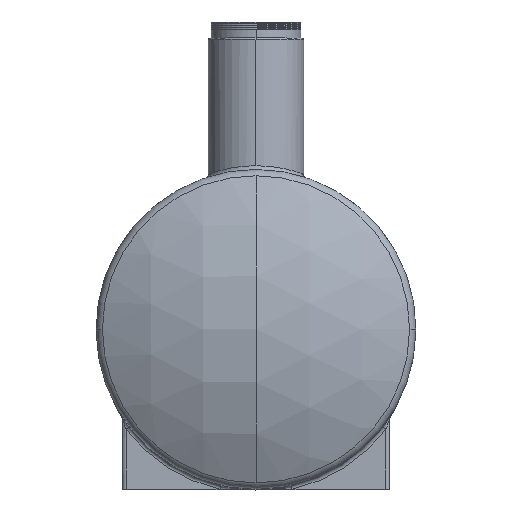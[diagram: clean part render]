
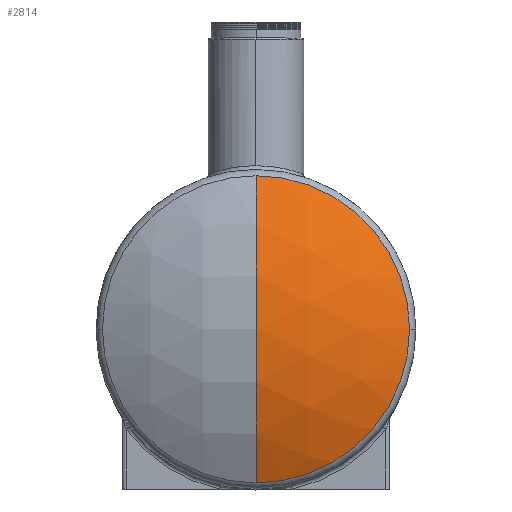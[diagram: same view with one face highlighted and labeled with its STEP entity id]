
A CAD part, top view. The second image highlights one B-rep face of the part: STEP entity #2814.
In plain terms, the highlighted spherical face has radius 800 mm.
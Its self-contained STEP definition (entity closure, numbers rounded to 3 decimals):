
#2107 = DIRECTION ( 'NONE',  ( -1., 0., 0. ) ) ;
#2108 = CARTESIAN_POINT ( 'NONE',  ( 0., 0., -100. ) ) ;
#2110 = DIRECTION ( 'NONE',  ( 0., 0., 1. ) ) ;
#2265 = CARTESIAN_POINT ( 'NONE',  ( 0., 0., -100. ) ) ;
#2266 = DIRECTION ( 'NONE',  ( 1., 0., 0. ) ) ;
#2275 = DIRECTION ( 'NONE',  ( 0., 1., 0. ) ) ;
#2814 = ADVANCED_FACE ( 'NONE', ( #6095 ), #6091, .T. ) ;
#4575 = DIRECTION ( 'NONE',  ( 0., 0., 1. ) ) ;
#4577 = DIRECTION ( 'NONE',  ( -1., 0., 0. ) ) ;
#4593 = CARTESIAN_POINT ( 'NONE',  ( 0., 0., 601.587 ) ) ;
#4803 = CARTESIAN_POINT ( 'NONE',  ( 0., 0., 601.587 ) ) ;
#4804 = DIRECTION ( 'NONE',  ( 0., 0., 1. ) ) ;
#4805 = DIRECTION ( 'NONE',  ( -1., 0., 0. ) ) ;
#4964 = EDGE_CURVE ( 'NONE', #9500, #9506, #5253, .T. ) ;
#5008 = EDGE_CURVE ( 'NONE', #9504, #9500, #5321, .T. ) ;
#5034 = EDGE_CURVE ( 'NONE', #9504, #9533, #5343, .T. ) ;
#5053 = EDGE_CURVE ( 'NONE', #9506, #9533, #5400, .T. ) ;
#5253 = CIRCLE ( 'NONE', #5285, 384.416 ) ;
#5285 = AXIS2_PLACEMENT_3D ( 'NONE', #4593, #4575, #4577 ) ;
#5321 = CIRCLE ( 'NONE', #5337, 384.416 ) ;
#5337 = AXIS2_PLACEMENT_3D ( 'NONE', #4803, #4804, #4805 ) ;
#5343 = CIRCLE ( 'NONE', #5352, 800. ) ;
#5352 = AXIS2_PLACEMENT_3D ( 'NONE', #2108, #2107, #2110 ) ;
#5367 = AXIS2_PLACEMENT_3D ( 'NONE', #2265, #2266, #2275 ) ;
#5400 = CIRCLE ( 'NONE', #5367, 800. ) ;
#5452 = AXIS2_PLACEMENT_3D ( 'NONE', #6088, #6093, #6106 ) ;
#5891 = ORIENTED_EDGE ( 'NONE', *, *, #4964, .T. ) ;
#5901 = ORIENTED_EDGE ( 'NONE', *, *, #5034, .F. ) ;
#5946 = ORIENTED_EDGE ( 'NONE', *, *, #5008, .T. ) ;
#5989 = ORIENTED_EDGE ( 'NONE', *, *, #5053, .T. ) ;
#6088 = CARTESIAN_POINT ( 'NONE',  ( 0., 0., -100. ) ) ;
#6091 = SPHERICAL_SURFACE ( 'NONE', #5452, 800. ) ;
#6093 = DIRECTION ( 'NONE',  ( 1., 0., 0. ) ) ;
#6095 = FACE_OUTER_BOUND ( 'NONE', #9692, .T. ) ;
#6106 = DIRECTION ( 'NONE',  ( 0., -1., 0. ) ) ;
#7105 = CARTESIAN_POINT ( 'NONE',  ( 0., -384.416, 601.587 ) ) ;
#7120 = CARTESIAN_POINT ( 'NONE',  ( 384.416, 0., 601.587 ) ) ;
#7132 = CARTESIAN_POINT ( 'NONE',  ( 0., 384.416, 601.587 ) ) ;
#7139 = CARTESIAN_POINT ( 'NONE',  ( 0., 0., 700. ) ) ;
#9500 = VERTEX_POINT ( 'NONE', #7120 ) ;
#9504 = VERTEX_POINT ( 'NONE', #7105 ) ;
#9506 = VERTEX_POINT ( 'NONE', #7132 ) ;
#9533 = VERTEX_POINT ( 'NONE', #7139 ) ;
#9692 = EDGE_LOOP ( 'NONE', ( #5946, #5891, #5989, #5901 ) ) ;
